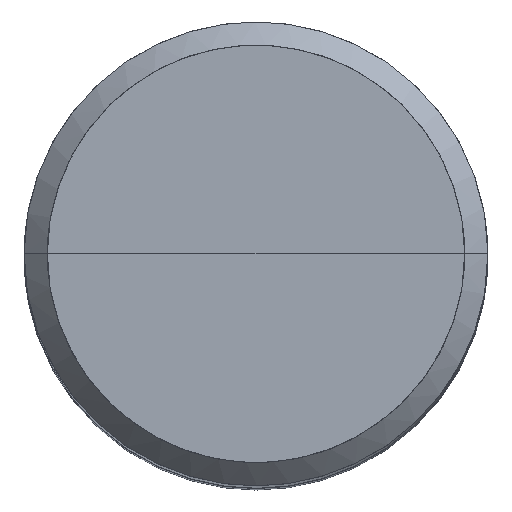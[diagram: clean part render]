
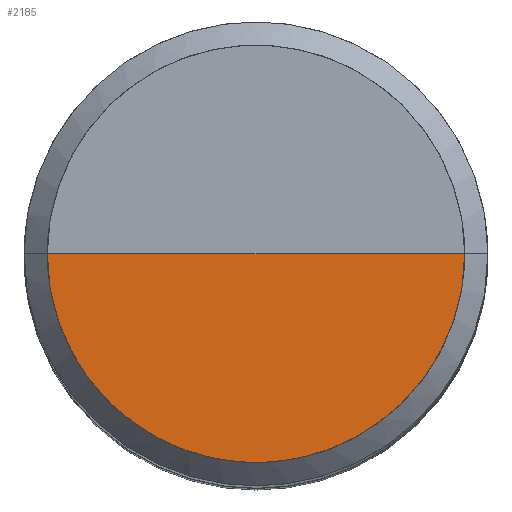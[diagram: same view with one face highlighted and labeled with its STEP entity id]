
A CAD part, top view. The second image highlights one B-rep face of the part: STEP entity #2185.
In plain terms, the highlighted free-form (B-spline) face has degree [1, 2] with [2, 5] control points.
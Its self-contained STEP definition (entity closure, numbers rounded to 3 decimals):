
#1703=CARTESIAN_POINT('',(9.0,0.0,51.0));
#1707=CARTESIAN_POINT('',(-9.0,0.0,51.0));
#1708=CARTESIAN_POINT('',(0.0,0.0,51.0));
#1724=CARTESIAN_POINT('',(-9.0,-9.0,51.0));
#1725=CARTESIAN_POINT('',(0.0,-9.0,51.0));
#1726=CARTESIAN_POINT('',(9.0,-9.0,51.0));
#2170=(
BOUNDED_SURFACE()
B_SPLINE_SURFACE(1,2,(
(#1707,#1724,#1725,#1726,#1703),
(#1708,#1708,#1708,#1708,#1708)
), .UNSPECIFIED.,.F.,.F.,.F.)
B_SPLINE_SURFACE_WITH_KNOTS((2,2),(3,2,3),(
0.0,1.0),(
0.0,0.5,1.0), .UNSPECIFIED.)
GEOMETRIC_REPRESENTATION_ITEM()
RATIONAL_B_SPLINE_SURFACE(((1.0,0.707,1.0,0.707,1.0),
(1.0,0.707,1.0,0.707,1.0)
))
REPRESENTATION_ITEM('')
SURFACE()
);
#2171=(
BOUNDED_CURVE()
B_SPLINE_CURVE(2,(#1703,#1726,#1725,#1724,#1707),.UNSPECIFIED.,.F.,.F.)
B_SPLINE_CURVE_WITH_KNOTS((3,2,3),
(0.0,0.5,1.0),.UNSPECIFIED.)
CURVE()
GEOMETRIC_REPRESENTATION_ITEM()
RATIONAL_B_SPLINE_CURVE((1.0,0.707,1.0,0.707,1.0))
REPRESENTATION_ITEM('')
);
#2172=(
BOUNDED_CURVE()
B_SPLINE_CURVE(1,(#1707,#1708),.UNSPECIFIED.,.F.,.F.)
B_SPLINE_CURVE_WITH_KNOTS((2,2),
(0.0,1.0),.UNSPECIFIED.)
CURVE()
GEOMETRIC_REPRESENTATION_ITEM()
RATIONAL_B_SPLINE_CURVE((1.0,1.0))
REPRESENTATION_ITEM('')
);
#2173=(
BOUNDED_CURVE()
B_SPLINE_CURVE(1,(#1708,#1703),.UNSPECIFIED.,.F.,.F.)
B_SPLINE_CURVE_WITH_KNOTS((2,2),
(0.0,1.0),.UNSPECIFIED.)
CURVE()
GEOMETRIC_REPRESENTATION_ITEM()
RATIONAL_B_SPLINE_CURVE((1.0,1.0))
REPRESENTATION_ITEM('')
);
#2174=VERTEX_POINT('',#1703);
#2175=VERTEX_POINT('',#1707);
#2176=VERTEX_POINT('',#1708);
#2177=EDGE_CURVE('',#2174,#2175,#2171,.T.);
#2178=EDGE_CURVE('',#2175,#2176,#2172,.T.);
#2179=EDGE_CURVE('',#2176,#2174,#2173,.T.);
#2180=ORIENTED_EDGE('',*,*,#2177,.T.);
#2181=ORIENTED_EDGE('',*,*,#2178,.T.);
#2182=ORIENTED_EDGE('',*,*,#2179,.T.);
#2183=EDGE_LOOP('',(#2180,#2181,#2182));
#2184=FACE_OUTER_BOUND('',#2183,.T.);
#2185=ADVANCED_FACE('',(#2184),#2170,.T.);
